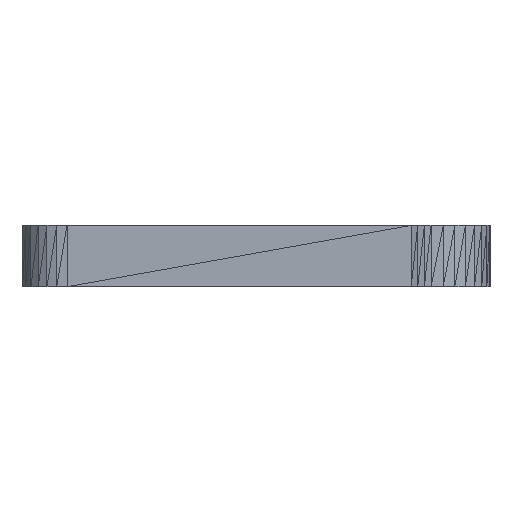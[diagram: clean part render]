
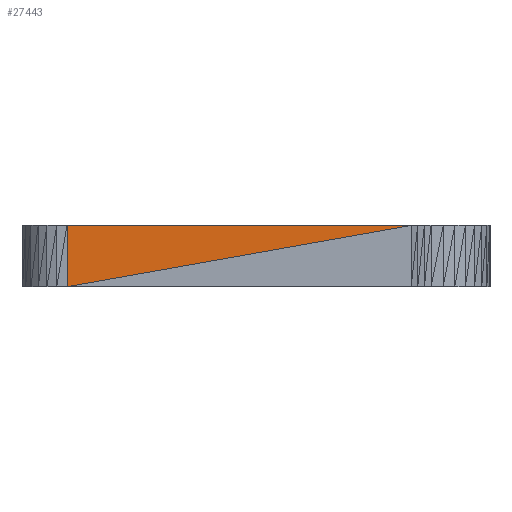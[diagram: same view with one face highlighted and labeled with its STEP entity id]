
A CAD part, front view. The second image highlights one B-rep face of the part: STEP entity #27443.
In plain terms, the highlighted planar face has unit normal (0, -1, 0).
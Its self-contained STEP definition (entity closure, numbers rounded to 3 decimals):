
#4540 = VERTEX_POINT('',#4541);
#4541 = CARTESIAN_POINT('',(23.822,-29.157,10.));
#4548 = PLANE('',#4549);
#4549 = AXIS2_PLACEMENT_3D('',#4550,#4551,#4552);
#4550 = CARTESIAN_POINT('',(23.822,-29.157,10.));
#4551 = DIRECTION('',(0.,0.,-1.));
#4552 = DIRECTION('',(-1.,0.,0.));
#4572 = VERTEX_POINT('',#4573);
#4573 = CARTESIAN_POINT('',(-32.36,-29.152,10.));
#4598 = EDGE_CURVE('',#4572,#4540,#4599,.T.);
#4599 = SURFACE_CURVE('',#4600,(#4604,#4611),.PCURVE_S1.);
#4600 = LINE('',#4601,#4602);
#4601 = CARTESIAN_POINT('',(-32.36,-29.152,10.));
#4602 = VECTOR('',#4603,1.);
#4603 = DIRECTION('',(1.,0.,0.));
#4604 = PCURVE('',#4548,#4605);
#4605 = DEFINITIONAL_REPRESENTATION('',(#4606),#4610);
#4606 = LINE('',#4607,#4608);
#4607 = CARTESIAN_POINT('',(56.182,0.005));
#4608 = VECTOR('',#4609,1.);
#4609 = DIRECTION('',(-1.,0.));
#4610 = ( GEOMETRIC_REPRESENTATION_CONTEXT(2) 
PARAMETRIC_REPRESENTATION_CONTEXT() REPRESENTATION_CONTEXT('2D SPACE',''
  ) );
#4611 = PCURVE('',#4612,#4617);
#4612 = PLANE('',#4613);
#4613 = AXIS2_PLACEMENT_3D('',#4614,#4615,#4616);
#4614 = CARTESIAN_POINT('',(-6.548,-29.155,
    7.279));
#4615 = DIRECTION('',(0.,-1.,
    0.));
#4616 = DIRECTION('',(-1.,0.,
    0.));
#4617 = DEFINITIONAL_REPRESENTATION('',(#4618),#4621);
#4618 = B_SPLINE_CURVE_WITH_KNOTS('',1,(#4619,#4620),.UNSPECIFIED.,.F.,
  .F.,(2,2),(0.,56.182),.PIECEWISE_BEZIER_KNOTS.);
#4619 = CARTESIAN_POINT('',(25.812,-2.721));
#4620 = CARTESIAN_POINT('',(-30.37,-2.721));
#4621 = ( GEOMETRIC_REPRESENTATION_CONTEXT(2) 
PARAMETRIC_REPRESENTATION_CONTEXT() REPRESENTATION_CONTEXT('2D SPACE',''
  ) );
#16089 = VERTEX_POINT('',#16090);
#16090 = CARTESIAN_POINT('',(-32.36,-29.152,0.));
#16109 = PLANE('',#16110);
#16110 = AXIS2_PLACEMENT_3D('',#16111,#16112,#16113);
#16111 = CARTESIAN_POINT('',(-32.36,-29.114,
    4.962));
#16112 = DIRECTION('',(-1.,-0.002,
    0.));
#16113 = DIRECTION('',(0.002,-1.,
    0.));
#16395 = PLANE('',#16396);
#16396 = AXIS2_PLACEMENT_3D('',#16397,#16398,#16399);
#16397 = CARTESIAN_POINT('',(-1.99,-29.155,
    2.721));
#16398 = DIRECTION('',(0.,-1.,
    0.));
#16399 = DIRECTION('',(-1.,0.,
    0.));
#27353 = EDGE_CURVE('',#16089,#4572,#27354,.T.);
#27354 = SURFACE_CURVE('',#27355,(#27359,#27366),.PCURVE_S1.);
#27355 = LINE('',#27356,#27357);
#27356 = CARTESIAN_POINT('',(-32.36,-29.152,0.));
#27357 = VECTOR('',#27358,1.);
#27358 = DIRECTION('',(0.,0.,1.));
#27359 = PCURVE('',#16109,#27360);
#27360 = DEFINITIONAL_REPRESENTATION('',(#27361),#27365);
#27361 = LINE('',#27362,#27363);
#27362 = CARTESIAN_POINT('',(0.038,-4.962));
#27363 = VECTOR('',#27364,1.);
#27364 = DIRECTION('',(0.,1.));
#27365 = ( GEOMETRIC_REPRESENTATION_CONTEXT(2) 
PARAMETRIC_REPRESENTATION_CONTEXT() REPRESENTATION_CONTEXT('2D SPACE',''
  ) );
#27366 = PCURVE('',#4612,#27367);
#27367 = DEFINITIONAL_REPRESENTATION('',(#27368),#27371);
#27368 = B_SPLINE_CURVE_WITH_KNOTS('',1,(#27369,#27370),.UNSPECIFIED.,
  .F.,.F.,(2,2),(0.,10.),.PIECEWISE_BEZIER_KNOTS.);
#27369 = CARTESIAN_POINT('',(25.812,7.279));
#27370 = CARTESIAN_POINT('',(25.812,-2.721));
#27371 = ( GEOMETRIC_REPRESENTATION_CONTEXT(2) 
PARAMETRIC_REPRESENTATION_CONTEXT() REPRESENTATION_CONTEXT('2D SPACE',''
  ) );
#27424 = EDGE_CURVE('',#4540,#16089,#27425,.T.);
#27425 = SURFACE_CURVE('',#27426,(#27430,#27437),.PCURVE_S1.);
#27426 = LINE('',#27427,#27428);
#27427 = CARTESIAN_POINT('',(23.822,-29.157,10.));
#27428 = VECTOR('',#27429,1.);
#27429 = DIRECTION('',(-0.985,0.,
    -0.175));
#27430 = PCURVE('',#16395,#27431);
#27431 = DEFINITIONAL_REPRESENTATION('',(#27432),#27436);
#27432 = LINE('',#27433,#27434);
#27433 = CARTESIAN_POINT('',(-25.812,-7.279));
#27434 = VECTOR('',#27435,1.);
#27435 = DIRECTION('',(0.985,0.175));
#27436 = ( GEOMETRIC_REPRESENTATION_CONTEXT(2) 
PARAMETRIC_REPRESENTATION_CONTEXT() REPRESENTATION_CONTEXT('2D SPACE',''
  ) );
#27437 = PCURVE('',#4612,#27438);
#27438 = DEFINITIONAL_REPRESENTATION('',(#27439),#27442);
#27439 = B_SPLINE_CURVE_WITH_KNOTS('',1,(#27440,#27441),.UNSPECIFIED.,
  .F.,.F.,(2,2),(0.,57.065),.PIECEWISE_BEZIER_KNOTS.);
#27440 = CARTESIAN_POINT('',(-30.37,-2.721));
#27441 = CARTESIAN_POINT('',(25.812,7.279));
#27442 = ( GEOMETRIC_REPRESENTATION_CONTEXT(2) 
PARAMETRIC_REPRESENTATION_CONTEXT() REPRESENTATION_CONTEXT('2D SPACE',''
  ) );
#27443 = ADVANCED_FACE('',(#27444),#4612,.T.);
#27444 = FACE_BOUND('',#27445,.T.);
#27445 = EDGE_LOOP('',(#27446,#27447,#27448));
#27446 = ORIENTED_EDGE('',*,*,#27353,.F.);
#27447 = ORIENTED_EDGE('',*,*,#27424,.F.);
#27448 = ORIENTED_EDGE('',*,*,#4598,.F.);
